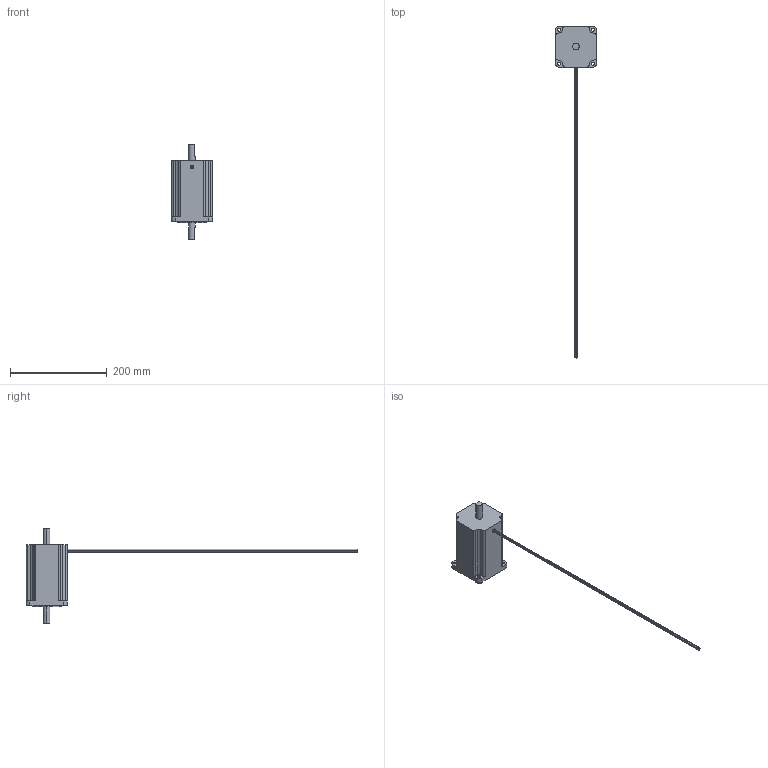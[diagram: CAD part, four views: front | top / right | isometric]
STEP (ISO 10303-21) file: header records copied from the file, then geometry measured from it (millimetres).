
FILE_DESCRIPTION (( 'STEP AP203' ), '1' );
FILE_NAME ('B157.STEP', '2016-07-08T06:37:19', ( 'om' ), ( 'Hewlett-Packard Company' ), 'SwSTEP 2.0', 'SolidWorks 2014', '' );
FILE_SCHEMA (( 'CONFIG_CONTROL_DESIGN' ));
Length unit declared in the file: millimetre
Products named in the file (1): B157
Bounding box: 85 x 685 x 197 mm (x, y, z)
Volume: 832296.9 mm3; surface area: 73077.9 mm2
Topology: 1 solids, 1 shells, 91 faces, 240 edges, 160 vertices
Faces by surface type: cylinder 52, plane 39
Entity records: 2959 total; most frequent: DIRECTION 536, CARTESIAN_POINT 492, ORIENTED_EDGE 480, EDGE_CURVE 240, AXIS2_PLACEMENT_3D 204, VERTEX_POINT 160, VECTOR 128, LINE 128
